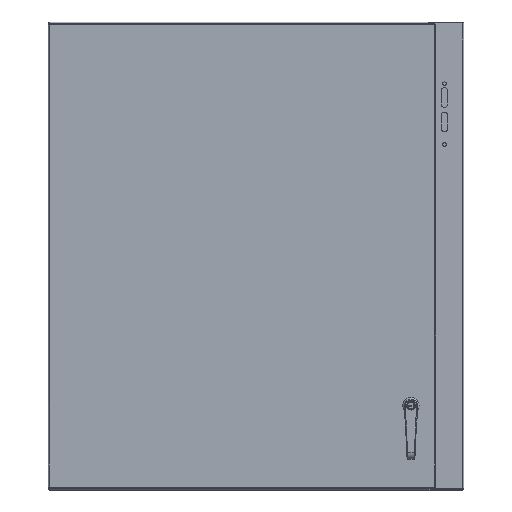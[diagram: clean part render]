
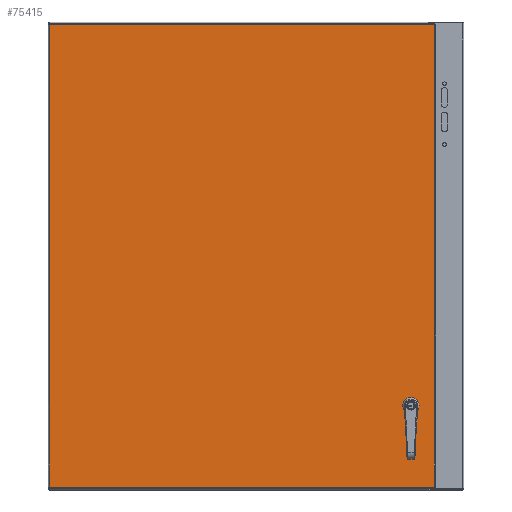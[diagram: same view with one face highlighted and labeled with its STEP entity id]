
A CAD part, top view. The second image highlights one B-rep face of the part: STEP entity #75415.
In plain terms, the highlighted planar face has unit normal (0, 0, 1).
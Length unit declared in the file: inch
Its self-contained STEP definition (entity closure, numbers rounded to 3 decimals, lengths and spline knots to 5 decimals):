
#1639 = VERTEX_POINT ( 'NONE', #24105 ) ;
#3560 = VECTOR ( 'NONE', #101512, 39.37008 ) ;
#6174 = DIRECTION ( 'NONE',  ( 0., 0., 1. ) ) ;
#6654 = VERTEX_POINT ( 'NONE', #132850 ) ;
#7282 = VERTEX_POINT ( 'NONE', #37271 ) ;
#7738 = DIRECTION ( 'NONE',  ( 0., 1., 0. ) ) ;
#8569 = DIRECTION ( 'NONE',  ( 0., 0., 1. ) ) ;
#12692 = EDGE_CURVE ( 'NONE', #61928, #13078, #58291, .T. ) ;
#13078 = VERTEX_POINT ( 'NONE', #49188 ) ;
#15723 = EDGE_CURVE ( 'NONE', #96904, #61716, #50432, .T. ) ;
#15769 = EDGE_CURVE ( 'NONE', #107572, #61928, #20107, .T. ) ;
#15906 = DIRECTION ( 'NONE',  ( -1., 0., 0. ) ) ;
#16010 = ORIENTED_EDGE ( 'NONE', *, *, #72863, .F. ) ;
#16157 = LINE ( 'NONE', #37427, #111842 ) ;
#18290 = EDGE_CURVE ( 'NONE', #61716, #85391, #16157, .T. ) ;
#19237 = ORIENTED_EDGE ( 'NONE', *, *, #124134, .F. ) ;
#19743 = CARTESIAN_POINT ( 'NONE',  ( 27.38882, 6.25738, 8.88625 ) ) ;
#19816 = CARTESIAN_POINT ( 'NONE',  ( 28.18882, 18., 8.88625 ) ) ;
#20107 = CIRCLE ( 'NONE', #94546, 0.453 ) ;
#21295 = LINE ( 'NONE', #97928, #68952 ) ;
#22616 = DIRECTION ( 'NONE',  ( -1., 0., 0. ) ) ;
#24105 = CARTESIAN_POINT ( 'NONE',  ( -0.03408, 0.2146, 8.88625 ) ) ;
#24855 = ORIENTED_EDGE ( 'NONE', *, *, #12692, .F. ) ;
#27465 = DIRECTION ( 'NONE',  ( 0., -1., 0. ) ) ;
#29035 = ORIENTED_EDGE ( 'NONE', *, *, #102321, .F. ) ;
#29231 = CIRCLE ( 'NONE', #108534, 0.453 ) ;
#31666 = PLANE ( 'NONE',  #123039 ) ;
#33060 = FACE_BOUND ( 'NONE', #38645, .T. ) ;
#33220 = DIRECTION ( 'NONE',  ( 0., 0., 1. ) ) ;
#34784 = LINE ( 'NONE', #35472, #108403 ) ;
#35329 = DIRECTION ( 'NONE',  ( 0., 0., 1. ) ) ;
#35472 = CARTESIAN_POINT ( 'NONE',  ( 14.78257, 6.87, 8.88625 ) ) ;
#37271 = CARTESIAN_POINT ( 'NONE',  ( 28.18882, 6.68262, 8.88625 ) ) ;
#37427 = CARTESIAN_POINT ( 'NONE',  ( 29.59922, 18., 8.88625 ) ) ;
#38645 = EDGE_LOOP ( 'NONE', ( #69681, #109311, #107575, #112744, #24855, #130305, #29035, #19237 ) ) ;
#39518 = CARTESIAN_POINT ( 'NONE',  ( 27.78882, 6.47, 8.88625 ) ) ;
#39748 = VECTOR ( 'NONE', #62952, 39.37008 ) ;
#41619 = DIRECTION ( 'NONE',  ( -1., 0., 0. ) ) ;
#45639 = ORIENTED_EDGE ( 'NONE', *, *, #18290, .F. ) ;
#47979 = AXIS2_PLACEMENT_3D ( 'NONE', #70026, #35329, #121811 ) ;
#48980 = CARTESIAN_POINT ( 'NONE',  ( 27.57619, 6.87, 8.88625 ) ) ;
#49175 = LINE ( 'NONE', #125045, #106395 ) ;
#49188 = CARTESIAN_POINT ( 'NONE',  ( 28.00144, 6.07, 8.88625 ) ) ;
#50119 = DIRECTION ( 'NONE',  ( -1., 0., 0. ) ) ;
#50432 = LINE ( 'NONE', #91689, #76429 ) ;
#54280 = EDGE_CURVE ( 'NONE', #7282, #6654, #68328, .T. ) ;
#55314 = CARTESIAN_POINT ( 'NONE',  ( -0.03408, 35.7854, 8.88625 ) ) ;
#58291 = LINE ( 'NONE', #89581, #3560 ) ;
#61716 = VERTEX_POINT ( 'NONE', #120732 ) ;
#61928 = VERTEX_POINT ( 'NONE', #138312 ) ;
#62952 = DIRECTION ( 'NONE',  ( 0., 1., 0. ) ) ;
#63563 = ORIENTED_EDGE ( 'NONE', *, *, #81209, .F. ) ;
#63815 = CIRCLE ( 'NONE', #47979, 0.453 ) ;
#64306 = FACE_OUTER_BOUND ( 'NONE', #98959, .T. ) ;
#67160 = VECTOR ( 'NONE', #7738, 39.37008 ) ;
#68328 = CIRCLE ( 'NONE', #86472, 0.453 ) ;
#68952 = VECTOR ( 'NONE', #85831, 39.37008 ) ;
#69681 = ORIENTED_EDGE ( 'NONE', *, *, #111418, .F. ) ;
#70026 = CARTESIAN_POINT ( 'NONE',  ( 27.78882, 6.47, 8.88625 ) ) ;
#72863 = EDGE_CURVE ( 'NONE', #85391, #1639, #49175, .T. ) ;
#75415 = ADVANCED_FACE ( 'NONE', ( #33060, #64306 ), #31666, .F. ) ;
#76429 = VECTOR ( 'NONE', #124905, 39.37008 ) ;
#81209 = EDGE_CURVE ( 'NONE', #1639, #96904, #84224, .T. ) ;
#83110 = DIRECTION ( 'NONE',  ( -1., 0., 0. ) ) ;
#84224 = LINE ( 'NONE', #127430, #39748 ) ;
#85391 = VERTEX_POINT ( 'NONE', #137466 ) ;
#85441 = CARTESIAN_POINT ( 'NONE',  ( 27.38882, 6.68262, 8.88625 ) ) ;
#85831 = DIRECTION ( 'NONE',  ( 0., -1., 0. ) ) ;
#86472 = AXIS2_PLACEMENT_3D ( 'NONE', #39518, #6174, #50119 ) ;
#89581 = CARTESIAN_POINT ( 'NONE',  ( 14.78257, 6.07, 8.88625 ) ) ;
#91689 = CARTESIAN_POINT ( 'NONE',  ( 14.78257, 35.7854, 8.88625 ) ) ;
#94023 = VERTEX_POINT ( 'NONE', #85441 ) ;
#94106 = VERTEX_POINT ( 'NONE', #48980 ) ;
#94546 = AXIS2_PLACEMENT_3D ( 'NONE', #115678, #8569, #83110 ) ;
#96904 = VERTEX_POINT ( 'NONE', #55314 ) ;
#97838 = CARTESIAN_POINT ( 'NONE',  ( 27.78882, 6.47, 8.88625 ) ) ;
#97928 = CARTESIAN_POINT ( 'NONE',  ( 27.38882, 18., 8.88625 ) ) ;
#98959 = EDGE_LOOP ( 'NONE', ( #16010, #45639, #137666, #63563 ) ) ;
#101512 = DIRECTION ( 'NONE',  ( 1., 0., 0. ) ) ;
#102321 = EDGE_CURVE ( 'NONE', #94023, #107572, #21295, .T. ) ;
#103895 = EDGE_CURVE ( 'NONE', #128692, #7282, #104195, .T. ) ;
#104195 = LINE ( 'NONE', #19816, #67160 ) ;
#105445 = EDGE_CURVE ( 'NONE', #13078, #128692, #63815, .T. ) ;
#106395 = VECTOR ( 'NONE', #15906, 39.37008 ) ;
#107572 = VERTEX_POINT ( 'NONE', #19743 ) ;
#107575 = ORIENTED_EDGE ( 'NONE', *, *, #103895, .F. ) ;
#108403 = VECTOR ( 'NONE', #121301, 39.37008 ) ;
#108534 = AXIS2_PLACEMENT_3D ( 'NONE', #97838, #33220, #22616 ) ;
#109311 = ORIENTED_EDGE ( 'NONE', *, *, #54280, .F. ) ;
#111418 = EDGE_CURVE ( 'NONE', #6654, #94106, #34784, .T. ) ;
#111842 = VECTOR ( 'NONE', #27465, 39.37008 ) ;
#112744 = ORIENTED_EDGE ( 'NONE', *, *, #105445, .F. ) ;
#115678 = CARTESIAN_POINT ( 'NONE',  ( 27.78882, 6.47, 8.88625 ) ) ;
#119586 = DIRECTION ( 'NONE',  ( 0., 0., -1. ) ) ;
#120732 = CARTESIAN_POINT ( 'NONE',  ( 29.59922, 35.7854, 8.88625 ) ) ;
#121301 = DIRECTION ( 'NONE',  ( -1., 0., 0. ) ) ;
#121811 = DIRECTION ( 'NONE',  ( -1., 0., 0. ) ) ;
#122903 = CARTESIAN_POINT ( 'NONE',  ( 28.18882, 6.25738, 8.88625 ) ) ;
#123039 = AXIS2_PLACEMENT_3D ( 'NONE', #138740, #119586, #41619 ) ;
#124134 = EDGE_CURVE ( 'NONE', #94106, #94023, #29231, .T. ) ;
#124905 = DIRECTION ( 'NONE',  ( 1., 0., 0. ) ) ;
#125045 = CARTESIAN_POINT ( 'NONE',  ( 14.78257, 0.2146, 8.88625 ) ) ;
#127430 = CARTESIAN_POINT ( 'NONE',  ( -0.03408, 18., 8.88625 ) ) ;
#128692 = VERTEX_POINT ( 'NONE', #122903 ) ;
#130305 = ORIENTED_EDGE ( 'NONE', *, *, #15769, .F. ) ;
#132850 = CARTESIAN_POINT ( 'NONE',  ( 28.00144, 6.87, 8.88625 ) ) ;
#137466 = CARTESIAN_POINT ( 'NONE',  ( 29.59922, 0.2146, 8.88625 ) ) ;
#137666 = ORIENTED_EDGE ( 'NONE', *, *, #15723, .F. ) ;
#138312 = CARTESIAN_POINT ( 'NONE',  ( 27.57619, 6.07, 8.88625 ) ) ;
#138740 = CARTESIAN_POINT ( 'NONE',  ( 14.78257, 18., 8.88625 ) ) ;
